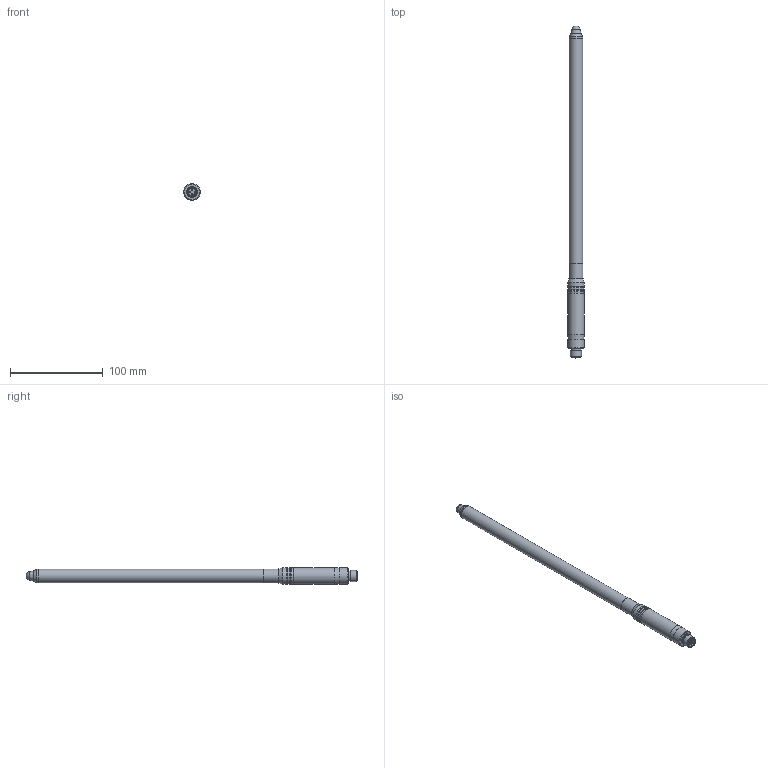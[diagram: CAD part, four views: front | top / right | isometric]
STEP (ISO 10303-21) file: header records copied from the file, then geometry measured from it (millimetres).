
FILE_DESCRIPTION( ( 'Unknown' ), '1' );
FILE_NAME( 'LBFS-x3Lxxx.step', 'Unknown', ( 'Unknown' ), ( 'Unknown' ), 'PSStep 15.0.49', 'Unknown', ' ' );
FILE_SCHEMA( ( 'AUTOMOTIVE_DESIGN { 1 0 10303 214 1 1 1 1 }' ) );
Length unit declared in the file: millimetre
Products named in the file (1): 11108671
Bounding box: 18 x 357.43 x 18 mm (x, y, z)
Volume: 64581.8 mm3; surface area: 18181.5 mm2
Topology: 1 solids, 1 shells, 96 faces, 240 edges, 157 vertices
Faces by surface type: plane 48, cylinder 31, cone 11, torus 5, sphere 1
Full cylindrical faces by diameter (mm): 9.4 x1, 9.6 x1, 10.4 x1, 10.6 x1, 12 x1, 14.549 x1, 14.7 x1, 15 x1, 18 x5
Entity records: 3412 total; most frequent: CARTESIAN_POINT 562, DIRECTION 414, ORIENTED_EDGE 388, EDGE_CURVE 194, AXIS2_PLACEMENT_3D 155, VERTEX_POINT 143, EDGE_LOOP 137, FACE_OUTER_BOUND 114
